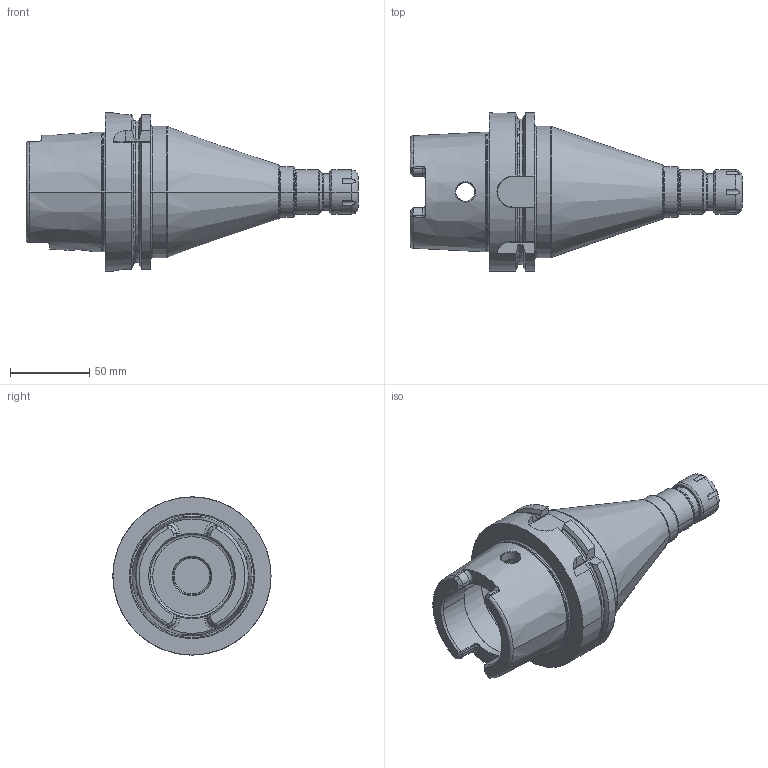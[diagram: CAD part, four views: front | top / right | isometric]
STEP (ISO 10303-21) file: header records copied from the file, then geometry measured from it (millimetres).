
FILE_DESCRIPTION((''),'2;1');
FILE_NAME('A100-022-16-3_ASM','2013-12-09T',('mei'),(''),'PRO/ENGINEER BY PARAMETRIC TECHNOLOGY CORPORATION, 2010430','PRO/ENGINEER BY PARAMETRIC TECHNOLOGY CORPORATION, 2010430','');
FILE_SCHEMA(('CONFIG_CONTROL_DESIGN'));
Length unit declared in the file: millimetre
Products named in the file (3): A100-022-16-3; 83-914-16; A100-022-16-3_ASM
Assembly tree (2 placements, depth 2):
  A100-022-16-3_ASM
    A100-022-16-3
    83-914-16
Bounding box: 210 x 100 x 100 mm (x, y, z)
Volume: 536196.2 mm3; surface area: 70244 mm2
Topology: 2 solids, 4 shells, 227 faces, 555 edges, 335 vertices
Faces by surface type: cylinder 69, plane 59, torus 48, cone 41, bspline 8, extrusion 2
Entity records: 8238 total; most frequent: CARTESIAN_POINT 2842, DIRECTION 1152, ORIENTED_EDGE 1102, EDGE_CURVE 555, AXIS2_PLACEMENT_3D 469, VERTEX_POINT 335, CIRCLE 245, EDGE_LOOP 236
